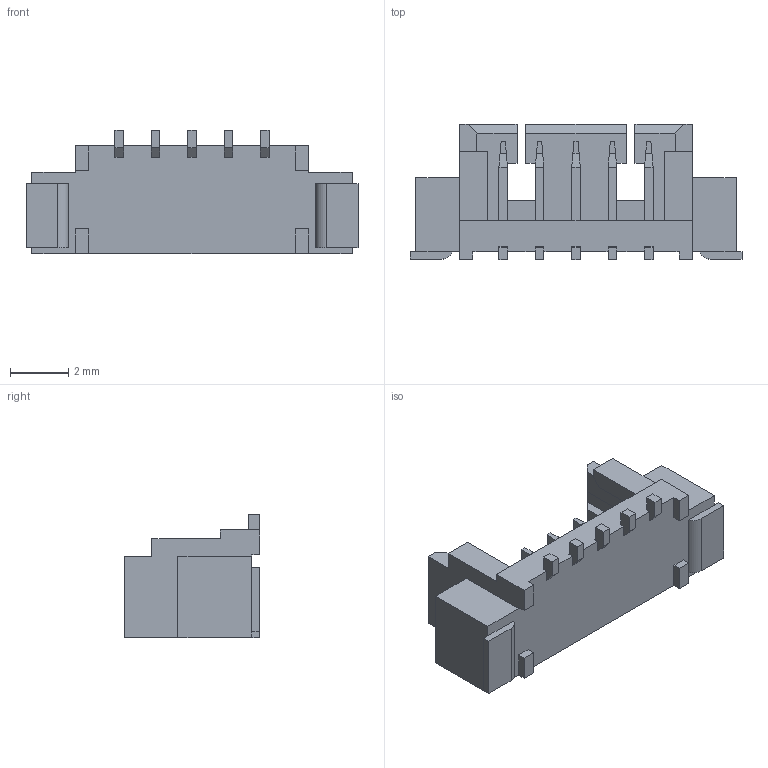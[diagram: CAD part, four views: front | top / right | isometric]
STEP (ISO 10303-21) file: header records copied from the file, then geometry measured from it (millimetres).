
FILE_DESCRIPTION((''),'2;1');
FILE_NAME('10114828-XXX05LFC','2019-09-05T',('KumarP'),('AFCI'),'CREO PARAMETRIC BY PTC INC, 2016130','CREO PARAMETRIC BY PTC INC, 2016130','');
FILE_SCHEMA(('CONFIG_CONTROL_DESIGN'));
Length unit declared in the file: millimetre
Products named in the file (1): 10114828-XXX05LFC
Bounding box: 11.4 x 4.65 x 4.23 mm (x, y, z)
Volume: 77.5 mm3; surface area: 251.1 mm2
Topology: 1 solids, 1 shells, 175 faces, 478 edges, 310 vertices
Faces by surface type: plane 173, cylinder 2
Entity records: 5426 total; most frequent: CARTESIAN_POINT 963, ORIENTED_EDGE 956, DIRECTION 832, EDGE_CURVE 478, VECTOR 474, LINE 474, VERTEX_POINT 310, EDGE_LOOP 180
